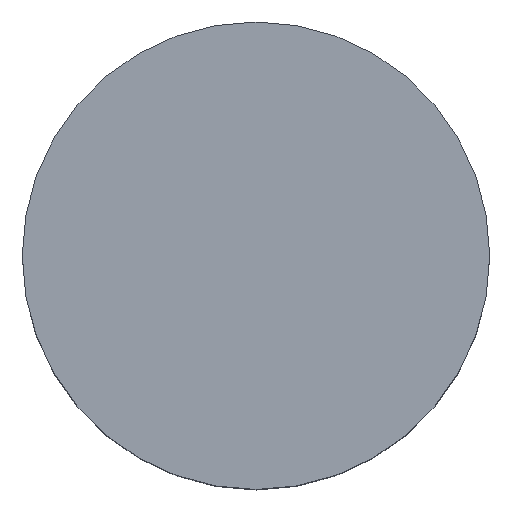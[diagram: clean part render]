
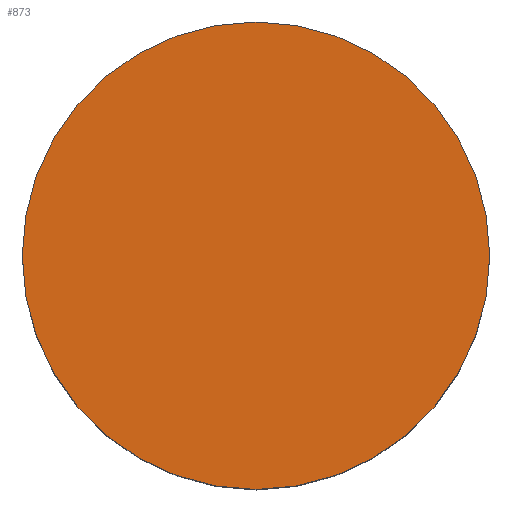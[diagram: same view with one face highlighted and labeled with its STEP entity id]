
A CAD part, top view. The second image highlights one B-rep face of the part: STEP entity #873.
In plain terms, the highlighted planar face has unit normal (0, 0, 1).
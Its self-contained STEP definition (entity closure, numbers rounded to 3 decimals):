
#69 = CIRCLE ( 'NONE', #97, 5. ) ;
#97 = AXIS2_PLACEMENT_3D ( 'NONE', #469, #393, #723 ) ;
#133 = FACE_OUTER_BOUND ( 'NONE', #402, .T. ) ;
#316 = ORIENTED_EDGE ( 'NONE', *, *, #762, .F. ) ;
#382 = CARTESIAN_POINT ( 'NONE',  ( 0., 0., 7.8 ) ) ;
#393 = DIRECTION ( 'NONE',  ( 0., 0., -1. ) ) ;
#395 = VERTEX_POINT ( 'NONE', #703 ) ;
#402 = EDGE_LOOP ( 'NONE', ( #805, #316 ) ) ;
#427 = CARTESIAN_POINT ( 'NONE',  ( 0., 0., 7.8 ) ) ;
#469 = CARTESIAN_POINT ( 'NONE',  ( 0., 0., 7.8 ) ) ;
#477 = VERTEX_POINT ( 'NONE', #787 ) ;
#573 = CIRCLE ( 'NONE', #1007, 5. ) ;
#703 = CARTESIAN_POINT ( 'NONE',  ( 0., -5., 7.8 ) ) ;
#712 = DIRECTION ( 'NONE',  ( 0., 0., -1. ) ) ;
#723 = DIRECTION ( 'NONE',  ( 0., 1., 0. ) ) ;
#762 = EDGE_CURVE ( 'NONE', #395, #477, #573, .T. ) ;
#766 = DIRECTION ( 'NONE',  ( 0., 0., 1. ) ) ;
#787 = CARTESIAN_POINT ( 'NONE',  ( 0., 5., 7.8 ) ) ;
#805 = ORIENTED_EDGE ( 'NONE', *, *, #995, .F. ) ;
#828 = DIRECTION ( 'NONE',  ( 1., 0., 0. ) ) ;
#832 = PLANE ( 'NONE',  #972 ) ;
#873 = ADVANCED_FACE ( 'NONE', ( #133 ), #832, .T. ) ;
#877 = DIRECTION ( 'NONE',  ( 0., 1., 0. ) ) ;
#972 = AXIS2_PLACEMENT_3D ( 'NONE', #427, #766, #828 ) ;
#995 = EDGE_CURVE ( 'NONE', #477, #395, #69, .T. ) ;
#1007 = AXIS2_PLACEMENT_3D ( 'NONE', #382, #712, #877 ) ;
